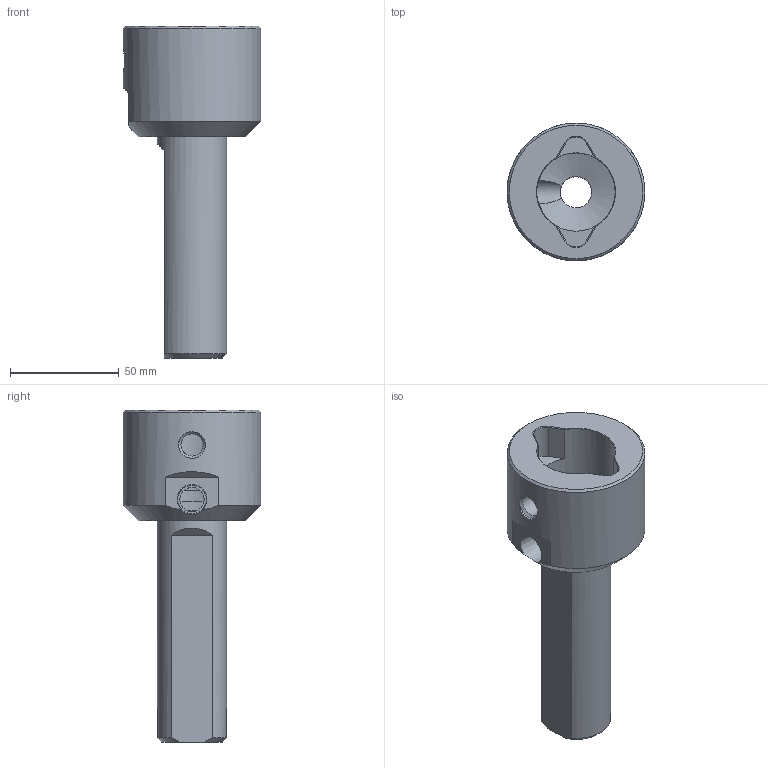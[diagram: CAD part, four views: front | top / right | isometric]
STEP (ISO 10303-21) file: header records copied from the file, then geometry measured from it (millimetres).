
FILE_DESCRIPTION (( 'STEP AP203' ), '1' );
FILE_NAME ('11.361.162.stp', '2018-08-02T13:40:08', ( '' ), ( '' ), 'SwSTEP 2.0', 'SolidWorks 2018', '' );
FILE_SCHEMA (( 'CONFIG_CONTROL_DESIGN' ));
Length unit declared in the file: millimetre
Products named in the file (1): 11.361.162
Bounding box: 63.27 x 63.27 x 152.4 mm (x, y, z)
Volume: 161932.9 mm3; surface area: 35553.9 mm2
Topology: 1 solids, 1 shells, 44 faces, 111 edges, 71 vertices
Faces by surface type: plane 22, cone 11, cylinder 10, bspline 1
Full cylindrical faces by diameter (mm): 10.2 x1, 11.125 x1, 12.3 x1, 14.4 x1, 31.75 x1, 36 x1, 63.27 x1
Entity records: 1721 total; most frequent: CARTESIAN_POINT 698, DIRECTION 189, ORIENTED_EDGE 184, EDGE_CURVE 92, AXIS2_PLACEMENT_3D 77, EDGE_LOOP 65, VERTEX_POINT 65, FACE_OUTER_BOUND 52
